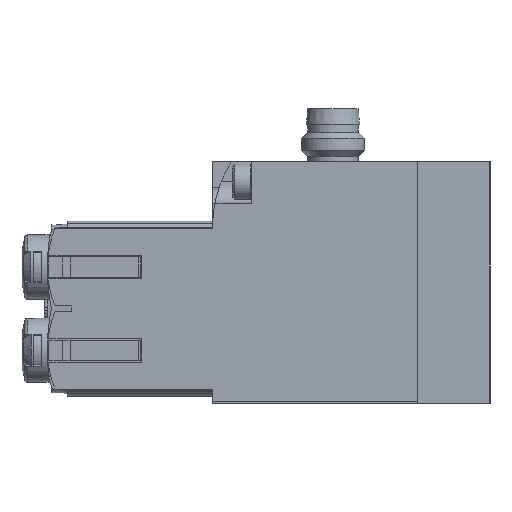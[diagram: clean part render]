
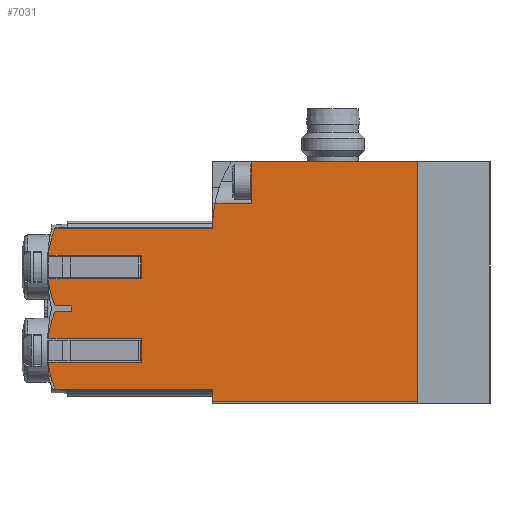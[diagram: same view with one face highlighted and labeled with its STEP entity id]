
A CAD part, left-side view. The second image highlights one B-rep face of the part: STEP entity #7031.
In plain terms, the highlighted planar face has unit normal (-1, 0, 0).
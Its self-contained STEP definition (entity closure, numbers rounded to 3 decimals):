
#182=LINE('',#11151,#735);
#194=LINE('',#11174,#747);
#195=LINE('',#11176,#748);
#196=LINE('',#11180,#749);
#197=LINE('',#11182,#750);
#198=LINE('',#11184,#751);
#199=LINE('',#11188,#752);
#200=LINE('',#11190,#753);
#201=LINE('',#11192,#754);
#202=LINE('',#11196,#755);
#203=LINE('',#11198,#756);
#204=LINE('',#11200,#757);
#205=LINE('',#11204,#758);
#206=LINE('',#11206,#759);
#207=LINE('',#11208,#760);
#208=LINE('',#11210,#761);
#209=LINE('',#11211,#762);
#735=VECTOR('',#8735,1000.);
#747=VECTOR('',#8751,1000.);
#748=VECTOR('',#8752,1000.);
#749=VECTOR('',#8755,1000.);
#750=VECTOR('',#8756,1000.);
#751=VECTOR('',#8757,1000.);
#752=VECTOR('',#8760,1000.);
#753=VECTOR('',#8761,1000.);
#754=VECTOR('',#8762,1000.);
#755=VECTOR('',#8765,1000.);
#756=VECTOR('',#8766,1000.);
#757=VECTOR('',#8767,1000.);
#758=VECTOR('',#8770,1000.);
#759=VECTOR('',#8771,1000.);
#760=VECTOR('',#8772,1000.);
#761=VECTOR('',#8773,1000.);
#762=VECTOR('',#8774,1000.);
#1255=PLANE('',#7650);
#1648=CIRCLE('',#7645,16.);
#1651=CIRCLE('',#7651,12.5);
#1652=CIRCLE('',#7652,12.5);
#1653=CIRCLE('',#7653,12.5);
#1654=CIRCLE('',#7654,12.5);
#2248=ORIENTED_EDGE('',*,*,#3974,.F.);
#2249=ORIENTED_EDGE('',*,*,#3953,.F.);
#2250=ORIENTED_EDGE('',*,*,#3975,.F.);
#2251=ORIENTED_EDGE('',*,*,#3976,.F.);
#2252=ORIENTED_EDGE('',*,*,#3977,.F.);
#2253=ORIENTED_EDGE('',*,*,#3978,.F.);
#2254=ORIENTED_EDGE('',*,*,#3979,.F.);
#2255=ORIENTED_EDGE('',*,*,#3980,.F.);
#2256=ORIENTED_EDGE('',*,*,#3981,.F.);
#2257=ORIENTED_EDGE('',*,*,#3982,.F.);
#2258=ORIENTED_EDGE('',*,*,#3983,.F.);
#2259=ORIENTED_EDGE('',*,*,#3984,.F.);
#2260=ORIENTED_EDGE('',*,*,#3985,.F.);
#2261=ORIENTED_EDGE('',*,*,#3986,.F.);
#2262=ORIENTED_EDGE('',*,*,#3987,.F.);
#2263=ORIENTED_EDGE('',*,*,#3988,.F.);
#2264=ORIENTED_EDGE('',*,*,#3989,.F.);
#2265=ORIENTED_EDGE('',*,*,#3990,.F.);
#2266=ORIENTED_EDGE('',*,*,#3991,.F.);
#2267=ORIENTED_EDGE('',*,*,#3992,.F.);
#2268=ORIENTED_EDGE('',*,*,#3962,.F.);
#2269=ORIENTED_EDGE('',*,*,#3993,.F.);
#3953=EDGE_CURVE('',#4887,#4888,#1648,.T.);
#3962=EDGE_CURVE('',#4895,#4896,#182,.T.);
#3974=EDGE_CURVE('',#4888,#4905,#194,.T.);
#3975=EDGE_CURVE('',#4906,#4887,#195,.T.);
#3976=EDGE_CURVE('',#4907,#4906,#1651,.T.);
#3977=EDGE_CURVE('',#4908,#4907,#196,.T.);
#3978=EDGE_CURVE('',#4909,#4908,#197,.T.);
#3979=EDGE_CURVE('',#4910,#4909,#198,.T.);
#3980=EDGE_CURVE('',#4911,#4910,#1652,.T.);
#3981=EDGE_CURVE('',#4912,#4911,#199,.T.);
#3982=EDGE_CURVE('',#4913,#4912,#200,.T.);
#3983=EDGE_CURVE('',#4914,#4913,#201,.T.);
#3984=EDGE_CURVE('',#4915,#4914,#1653,.T.);
#3985=EDGE_CURVE('',#4916,#4915,#202,.T.);
#3986=EDGE_CURVE('',#4917,#4916,#203,.T.);
#3987=EDGE_CURVE('',#4918,#4917,#204,.T.);
#3988=EDGE_CURVE('',#4919,#4918,#1654,.T.);
#3989=EDGE_CURVE('',#4920,#4919,#205,.T.);
#3990=EDGE_CURVE('',#4921,#4920,#206,.T.);
#3991=EDGE_CURVE('',#4922,#4921,#207,.T.);
#3992=EDGE_CURVE('',#4896,#4922,#208,.T.);
#3993=EDGE_CURVE('',#4905,#4895,#209,.T.);
#4887=VERTEX_POINT('',#11128);
#4888=VERTEX_POINT('',#11130);
#4895=VERTEX_POINT('',#11150);
#4896=VERTEX_POINT('',#11152);
#4905=VERTEX_POINT('',#11175);
#4906=VERTEX_POINT('',#11177);
#4907=VERTEX_POINT('',#11179);
#4908=VERTEX_POINT('',#11181);
#4909=VERTEX_POINT('',#11183);
#4910=VERTEX_POINT('',#11185);
#4911=VERTEX_POINT('',#11187);
#4912=VERTEX_POINT('',#11189);
#4913=VERTEX_POINT('',#11191);
#4914=VERTEX_POINT('',#11193);
#4915=VERTEX_POINT('',#11195);
#4916=VERTEX_POINT('',#11197);
#4917=VERTEX_POINT('',#11199);
#4918=VERTEX_POINT('',#11201);
#4919=VERTEX_POINT('',#11203);
#4920=VERTEX_POINT('',#11205);
#4921=VERTEX_POINT('',#11207);
#4922=VERTEX_POINT('',#11209);
#5698=EDGE_LOOP('',(#2248,#2249,#2250,#2251,#2252,#2253,#2254,#2255,#2256,
#2257,#2258,#2259,#2260,#2261,#2262,#2263,#2264,#2265,#2266,#2267,#2268,
#2269));
#6370=FACE_BOUND('',#5698,.T.);
#7031=ADVANCED_FACE('',(#6370),#1255,.F.);
#7645=AXIS2_PLACEMENT_3D('',#11129,#8722,#8723);
#7650=AXIS2_PLACEMENT_3D('',#11173,#8749,#8750);
#7651=AXIS2_PLACEMENT_3D('',#11178,#8753,#8754);
#7652=AXIS2_PLACEMENT_3D('',#11186,#8758,#8759);
#7653=AXIS2_PLACEMENT_3D('',#11194,#8763,#8764);
#7654=AXIS2_PLACEMENT_3D('',#11202,#8768,#8769);
#8722=DIRECTION('',(1.,0.,0.));
#8723=DIRECTION('',(0.,0.,-1.));
#8735=DIRECTION('',(0.,-1.,0.));
#8749=DIRECTION('',(1.,0.,0.));
#8750=DIRECTION('',(0.,0.,-1.));
#8751=DIRECTION('',(0.,-1.,0.));
#8752=DIRECTION('',(0.,-1.,0.));
#8753=DIRECTION('',(1.,0.,0.));
#8754=DIRECTION('',(0.,0.,-1.));
#8755=DIRECTION('',(0.,1.,0.));
#8756=DIRECTION('',(0.,0.,1.));
#8757=DIRECTION('',(0.,-1.,0.));
#8758=DIRECTION('',(1.,0.,0.));
#8759=DIRECTION('',(0.,0.,-1.));
#8760=DIRECTION('',(0.,1.,0.));
#8761=DIRECTION('',(0.,0.,1.));
#8762=DIRECTION('',(0.,-1.,0.));
#8763=DIRECTION('',(1.,0.,0.));
#8764=DIRECTION('',(0.,0.,-1.));
#8765=DIRECTION('',(0.,1.,0.));
#8766=DIRECTION('',(0.,0.,1.));
#8767=DIRECTION('',(0.,-1.,0.));
#8768=DIRECTION('',(1.,0.,0.));
#8769=DIRECTION('',(0.,0.,-1.));
#8770=DIRECTION('',(0.,1.,0.));
#8771=DIRECTION('',(0.,0.,1.));
#8772=DIRECTION('',(0.,1.,0.));
#8773=DIRECTION('',(0.,0.,-1.));
#8774=DIRECTION('',(0.,0.,1.));
#11128=CARTESIAN_POINT('',(0.,25.9,6.7));
#11129=CARTESIAN_POINT('',(0.,9.9,6.704));
#11130=CARTESIAN_POINT('',(0.,25.598,9.8));
#11150=CARTESIAN_POINT('',(0.,21.,15.1));
#11151=CARTESIAN_POINT('',(0.,23.52,15.1));
#11152=CARTESIAN_POINT('',(0.,0.,15.1));
#11173=CARTESIAN_POINT('',(0.,9.9,6.704));
#11174=CARTESIAN_POINT('',(0.,9.9,9.8));
#11175=CARTESIAN_POINT('',(0.,21.,9.8));
#11176=CARTESIAN_POINT('',(0.,45.75,6.7));
#11177=CARTESIAN_POINT('',(0.,45.75,6.7));
#11178=CARTESIAN_POINT('',(0.,34.25,1.8));
#11179=CARTESIAN_POINT('',(0.,46.66,3.3));
#11180=CARTESIAN_POINT('',(0.,34.9,3.3));
#11181=CARTESIAN_POINT('',(0.,34.9,3.3));
#11182=CARTESIAN_POINT('',(0.,34.9,0.3));
#11183=CARTESIAN_POINT('',(0.,34.9,0.3));
#11184=CARTESIAN_POINT('',(0.,46.66,0.3));
#11185=CARTESIAN_POINT('',(0.,46.66,0.3));
#11186=CARTESIAN_POINT('',(0.,34.25,1.8));
#11187=CARTESIAN_POINT('',(0.,45.75,-3.1));
#11188=CARTESIAN_POINT('',(0.,43.72,-3.1));
#11189=CARTESIAN_POINT('',(0.,43.72,-3.1));
#11190=CARTESIAN_POINT('',(0.,43.72,-3.8));
#11191=CARTESIAN_POINT('',(0.,43.72,-3.8));
#11192=CARTESIAN_POINT('',(0.,45.75,-3.8));
#11193=CARTESIAN_POINT('',(0.,45.75,-3.8));
#11194=CARTESIAN_POINT('',(0.,34.25,-8.7));
#11195=CARTESIAN_POINT('',(0.,46.66,-7.2));
#11196=CARTESIAN_POINT('',(0.,34.9,-7.2));
#11197=CARTESIAN_POINT('',(0.,34.9,-7.2));
#11198=CARTESIAN_POINT('',(0.,34.9,-10.2));
#11199=CARTESIAN_POINT('',(0.,34.9,-10.2));
#11200=CARTESIAN_POINT('',(0.,46.66,-10.2));
#11201=CARTESIAN_POINT('',(0.,46.66,-10.2));
#11202=CARTESIAN_POINT('',(0.,34.25,-8.7));
#11203=CARTESIAN_POINT('',(0.,45.75,-13.6));
#11204=CARTESIAN_POINT('',(0.,25.9,-13.6));
#11205=CARTESIAN_POINT('',(0.,25.9,-13.6));
#11206=CARTESIAN_POINT('',(0.,25.9,-15.1));
#11207=CARTESIAN_POINT('',(0.,25.9,-15.1));
#11208=CARTESIAN_POINT('',(0.,0.,-15.1));
#11209=CARTESIAN_POINT('',(0.,0.,-15.1));
#11210=CARTESIAN_POINT('',(0.,0.,15.1));
#11211=CARTESIAN_POINT('',(0.,21.,6.704));
